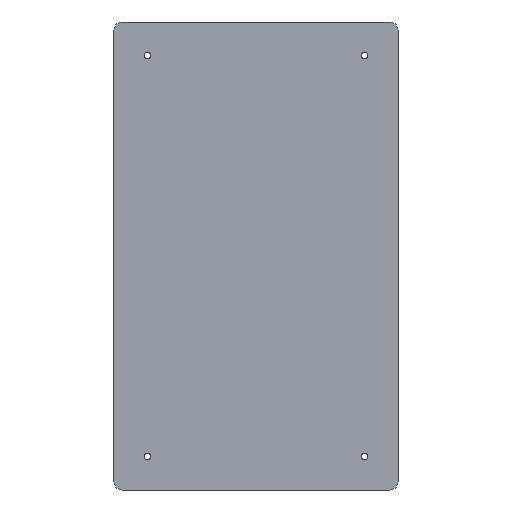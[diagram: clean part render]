
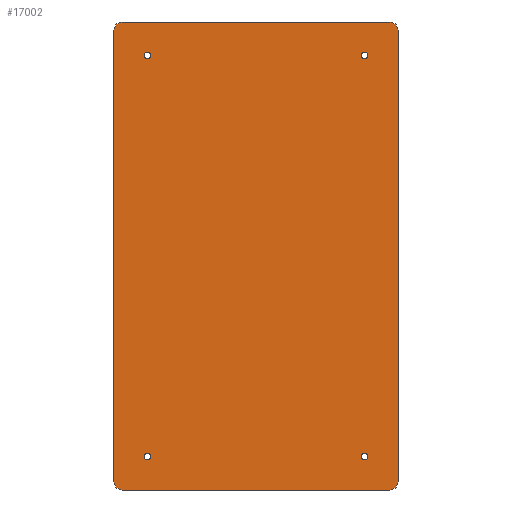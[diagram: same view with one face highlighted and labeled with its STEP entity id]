
A CAD part, front view. The second image highlights one B-rep face of the part: STEP entity #17002.
In plain terms, the highlighted planar face has unit normal (0, -1, 0).
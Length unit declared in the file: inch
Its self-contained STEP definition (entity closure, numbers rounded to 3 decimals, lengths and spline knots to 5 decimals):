
#736 = DIRECTION ( 'NONE',  ( 0., 0., -1. ) ) ;
#758 = AXIS2_PLACEMENT_3D ( 'NONE', #45308, #34548, #29475 ) ;
#2428 = CARTESIAN_POINT ( 'NONE',  ( -8., 0., 13.5 ) ) ;
#2671 = CARTESIAN_POINT ( 'NONE',  ( -6.5, 0., -12.1985 ) ) ;
#2705 = ORIENTED_EDGE ( 'NONE', *, *, #20892, .T. ) ;
#3521 = VERTEX_POINT ( 'NONE', #27471 ) ;
#3681 = CARTESIAN_POINT ( 'NONE',  ( -6.5, 0., 12. ) ) ;
#3923 = DIRECTION ( 'NONE',  ( 0., 0., 1. ) ) ;
#4038 = DIRECTION ( 'NONE',  ( 0., 1., 0. ) ) ;
#5387 = AXIS2_PLACEMENT_3D ( 'NONE', #15180, #4038, #40544 ) ;
#6437 = AXIS2_PLACEMENT_3D ( 'NONE', #10159, #48963, #63474 ) ;
#6664 = VECTOR ( 'NONE', #35266, 39.37008 ) ;
#6822 = DIRECTION ( 'NONE',  ( 0., -1., 0. ) ) ;
#7218 = VERTEX_POINT ( 'NONE', #14419 ) ;
#7441 = DIRECTION ( 'NONE',  ( 0., 1., 0. ) ) ;
#7840 = AXIS2_PLACEMENT_3D ( 'NONE', #9824, #27292, #26961 ) ;
#8240 = EDGE_CURVE ( 'NONE', #17791, #32661, #17243, .T. ) ;
#8697 = CARTESIAN_POINT ( 'NONE',  ( 8.5, 0., 14. ) ) ;
#9069 = DIRECTION ( 'NONE',  ( 0., 0., 1. ) ) ;
#9221 = CARTESIAN_POINT ( 'NONE',  ( -8.5, 0., -14. ) ) ;
#9325 = EDGE_LOOP ( 'NONE', ( #29985, #55915 ) ) ;
#9447 = CARTESIAN_POINT ( 'NONE',  ( -8.5, 0., 14. ) ) ;
#9824 = CARTESIAN_POINT ( 'NONE',  ( 8., 0., 13.5 ) ) ;
#10159 = CARTESIAN_POINT ( 'NONE',  ( -6.5, 0., 12. ) ) ;
#10406 = EDGE_CURVE ( 'NONE', #56442, #32661, #65483, .T. ) ;
#11159 = CARTESIAN_POINT ( 'NONE',  ( -8., 0., -13.5 ) ) ;
#12048 = VERTEX_POINT ( 'NONE', #65258 ) ;
#12136 = CARTESIAN_POINT ( 'NONE',  ( 8., 0., -13.5 ) ) ;
#12438 = AXIS2_PLACEMENT_3D ( 'NONE', #3681, #7441, #24321 ) ;
#12851 = VECTOR ( 'NONE', #29418, 39.37008 ) ;
#12922 = EDGE_LOOP ( 'NONE', ( #42460, #35041 ) ) ;
#13032 = VERTEX_POINT ( 'NONE', #2671 ) ;
#13913 = FACE_BOUND ( 'NONE', #62267, .T. ) ;
#14419 = CARTESIAN_POINT ( 'NONE',  ( 6.5, 0., -12.1985 ) ) ;
#15058 = CARTESIAN_POINT ( 'NONE',  ( 8.5, 0., 13.5 ) ) ;
#15180 = CARTESIAN_POINT ( 'NONE',  ( 6.5, 0., 12. ) ) ;
#15206 = EDGE_LOOP ( 'NONE', ( #37263, #62594 ) ) ;
#17002 = ADVANCED_FACE ( 'NONE', ( #13913, #49712, #25411, #45977, #24077 ), #50391, .T. ) ;
#17243 = CIRCLE ( 'NONE', #63562, 0.5 ) ;
#17778 = CARTESIAN_POINT ( 'NONE',  ( -6.5, 0., -12. ) ) ;
#17791 = VERTEX_POINT ( 'NONE', #44046 ) ;
#18254 = VERTEX_POINT ( 'NONE', #38851 ) ;
#18326 = VERTEX_POINT ( 'NONE', #23627 ) ;
#18327 = CARTESIAN_POINT ( 'NONE',  ( 6.5, 0., -12. ) ) ;
#18382 = CIRCLE ( 'NONE', #56063, 0.1985 ) ;
#18534 = DIRECTION ( 'NONE',  ( 0., 0., -1. ) ) ;
#19711 = LINE ( 'NONE', #9221, #6664 ) ;
#20253 = CARTESIAN_POINT ( 'NONE',  ( -6.5, 0., -12. ) ) ;
#20892 = EDGE_CURVE ( 'NONE', #34407, #13032, #47831, .T. ) ;
#21309 = AXIS2_PLACEMENT_3D ( 'NONE', #12136, #47616, #32456 ) ;
#21981 = AXIS2_PLACEMENT_3D ( 'NONE', #17778, #34303, #49146 ) ;
#23627 = CARTESIAN_POINT ( 'NONE',  ( -8., 0., -14. ) ) ;
#23742 = CIRCLE ( 'NONE', #5387, 0.1985 ) ;
#24077 = FACE_OUTER_BOUND ( 'NONE', #29674, .T. ) ;
#24321 = DIRECTION ( 'NONE',  ( 0., 0., 1. ) ) ;
#24490 = ORIENTED_EDGE ( 'NONE', *, *, #10406, .F. ) ;
#24548 = ORIENTED_EDGE ( 'NONE', *, *, #61948, .T. ) ;
#24969 = DIRECTION ( 'NONE',  ( 0., 1., 0. ) ) ;
#25220 = ORIENTED_EDGE ( 'NONE', *, *, #39494, .F. ) ;
#25411 = FACE_BOUND ( 'NONE', #9325, .T. ) ;
#26961 = DIRECTION ( 'NONE',  ( 0., 0., -1. ) ) ;
#27292 = DIRECTION ( 'NONE',  ( 0., -1., 0. ) ) ;
#27405 = AXIS2_PLACEMENT_3D ( 'NONE', #20253, #24969, #9069 ) ;
#27471 = CARTESIAN_POINT ( 'NONE',  ( 8., 0., -14. ) ) ;
#27822 = ORIENTED_EDGE ( 'NONE', *, *, #46700, .T. ) ;
#28502 = EDGE_CURVE ( 'NONE', #47923, #18254, #50187, .T. ) ;
#28545 = CARTESIAN_POINT ( 'NONE',  ( -8.5, 0., 13.5 ) ) ;
#29367 = AXIS2_PLACEMENT_3D ( 'NONE', #34352, #39759, #3923 ) ;
#29418 = DIRECTION ( 'NONE',  ( 0., 0., 1. ) ) ;
#29475 = DIRECTION ( 'NONE',  ( 0., 0., -1. ) ) ;
#29674 = EDGE_LOOP ( 'NONE', ( #60220, #24548, #32734, #54692, #25220, #46123, #24490, #39666 ) ) ;
#29807 = CARTESIAN_POINT ( 'NONE',  ( 6.5, 0., 12.1985 ) ) ;
#29985 = ORIENTED_EDGE ( 'NONE', *, *, #45310, .T. ) ;
#31396 = LINE ( 'NONE', #36152, #59346 ) ;
#31688 = CIRCLE ( 'NONE', #27405, 0.1985 ) ;
#31817 = DIRECTION ( 'NONE',  ( 0., -1., 0. ) ) ;
#31866 = DIRECTION ( 'NONE',  ( 0., 1., 0. ) ) ;
#32456 = DIRECTION ( 'NONE',  ( 0., 0., -1. ) ) ;
#32661 = VERTEX_POINT ( 'NONE', #28545 ) ;
#32734 = ORIENTED_EDGE ( 'NONE', *, *, #37695, .F. ) ;
#34303 = DIRECTION ( 'NONE',  ( 0., 1., 0. ) ) ;
#34352 = CARTESIAN_POINT ( 'NONE',  ( 6.5, 0., -12. ) ) ;
#34407 = VERTEX_POINT ( 'NONE', #60427 ) ;
#34437 = CARTESIAN_POINT ( 'NONE',  ( -8.5, 0., -13.5 ) ) ;
#34548 = DIRECTION ( 'NONE',  ( 0., -1., 0. ) ) ;
#34607 = VECTOR ( 'NONE', #18534, 39.37008 ) ;
#35041 = ORIENTED_EDGE ( 'NONE', *, *, #52463, .T. ) ;
#35266 = DIRECTION ( 'NONE',  ( -1., 0., 0. ) ) ;
#35988 = EDGE_CURVE ( 'NONE', #3521, #18326, #19711, .T. ) ;
#36152 = CARTESIAN_POINT ( 'NONE',  ( -8.5, 0., 14. ) ) ;
#36488 = DIRECTION ( 'NONE',  ( 1., 0., 0. ) ) ;
#36613 = DIRECTION ( 'NONE',  ( 0., 0., 1. ) ) ;
#37263 = ORIENTED_EDGE ( 'NONE', *, *, #53673, .T. ) ;
#37695 = EDGE_CURVE ( 'NONE', #44742, #53410, #59654, .T. ) ;
#38851 = CARTESIAN_POINT ( 'NONE',  ( -6.5, 0., 12.1985 ) ) ;
#39494 = EDGE_CURVE ( 'NONE', #17791, #41129, #31396, .T. ) ;
#39666 = ORIENTED_EDGE ( 'NONE', *, *, #40256, .T. ) ;
#39759 = DIRECTION ( 'NONE',  ( 0., 1., 0. ) ) ;
#40256 = EDGE_CURVE ( 'NONE', #56442, #18326, #56016, .T. ) ;
#40544 = DIRECTION ( 'NONE',  ( 0., 0., 1. ) ) ;
#40679 = AXIS2_PLACEMENT_3D ( 'NONE', #18327, #65183, #59785 ) ;
#41129 = VERTEX_POINT ( 'NONE', #47487 ) ;
#42337 = CARTESIAN_POINT ( 'NONE',  ( 8.5, 0., -13.5 ) ) ;
#42460 = ORIENTED_EDGE ( 'NONE', *, *, #49740, .T. ) ;
#43437 = CIRCLE ( 'NONE', #7840, 0.5 ) ;
#44046 = CARTESIAN_POINT ( 'NONE',  ( -8., 0., 14. ) ) ;
#44742 = VERTEX_POINT ( 'NONE', #15058 ) ;
#45308 = CARTESIAN_POINT ( 'NONE',  ( 0., 0., 0. ) ) ;
#45310 = EDGE_CURVE ( 'NONE', #47745, #7218, #57856, .T. ) ;
#45977 = FACE_BOUND ( 'NONE', #15206, .T. ) ;
#46123 = ORIENTED_EDGE ( 'NONE', *, *, #8240, .T. ) ;
#46700 = EDGE_CURVE ( 'NONE', #13032, #34407, #31688, .T. ) ;
#47487 = CARTESIAN_POINT ( 'NONE',  ( 8., 0., 14. ) ) ;
#47616 = DIRECTION ( 'NONE',  ( 0., -1., 0. ) ) ;
#47745 = VERTEX_POINT ( 'NONE', #57453 ) ;
#47831 = CIRCLE ( 'NONE', #21981, 0.1985 ) ;
#47923 = VERTEX_POINT ( 'NONE', #56078 ) ;
#48963 = DIRECTION ( 'NONE',  ( 0., 1., 0. ) ) ;
#49146 = DIRECTION ( 'NONE',  ( 0., 0., 1. ) ) ;
#49355 = DIRECTION ( 'NONE',  ( 0., 0., -1. ) ) ;
#49712 = FACE_BOUND ( 'NONE', #12922, .T. ) ;
#49740 = EDGE_CURVE ( 'NONE', #56152, #12048, #23742, .T. ) ;
#50187 = CIRCLE ( 'NONE', #12438, 0.1985 ) ;
#50391 = PLANE ( 'NONE',  #758 ) ;
#52463 = EDGE_CURVE ( 'NONE', #12048, #56152, #18382, .T. ) ;
#53410 = VERTEX_POINT ( 'NONE', #42337 ) ;
#53673 = EDGE_CURVE ( 'NONE', #18254, #47923, #58127, .T. ) ;
#54692 = ORIENTED_EDGE ( 'NONE', *, *, #57402, .T. ) ;
#55718 = CIRCLE ( 'NONE', #21309, 0.5 ) ;
#55837 = EDGE_CURVE ( 'NONE', #7218, #47745, #60593, .T. ) ;
#55915 = ORIENTED_EDGE ( 'NONE', *, *, #55837, .T. ) ;
#56016 = CIRCLE ( 'NONE', #65685, 0.5 ) ;
#56063 = AXIS2_PLACEMENT_3D ( 'NONE', #62544, #31866, #36613 ) ;
#56078 = CARTESIAN_POINT ( 'NONE',  ( -6.5, 0., 11.8015 ) ) ;
#56152 = VERTEX_POINT ( 'NONE', #29807 ) ;
#56442 = VERTEX_POINT ( 'NONE', #34437 ) ;
#57402 = EDGE_CURVE ( 'NONE', #44742, #41129, #43437, .T. ) ;
#57453 = CARTESIAN_POINT ( 'NONE',  ( 6.5, 0., -11.8015 ) ) ;
#57856 = CIRCLE ( 'NONE', #40679, 0.1985 ) ;
#58127 = CIRCLE ( 'NONE', #6437, 0.1985 ) ;
#59346 = VECTOR ( 'NONE', #36488, 39.37008 ) ;
#59654 = LINE ( 'NONE', #8697, #34607 ) ;
#59785 = DIRECTION ( 'NONE',  ( 0., 0., 1. ) ) ;
#60220 = ORIENTED_EDGE ( 'NONE', *, *, #35988, .F. ) ;
#60427 = CARTESIAN_POINT ( 'NONE',  ( -6.5, 0., -11.8015 ) ) ;
#60593 = CIRCLE ( 'NONE', #29367, 0.1985 ) ;
#61948 = EDGE_CURVE ( 'NONE', #3521, #53410, #55718, .T. ) ;
#62267 = EDGE_LOOP ( 'NONE', ( #2705, #27822 ) ) ;
#62544 = CARTESIAN_POINT ( 'NONE',  ( 6.5, 0., 12. ) ) ;
#62594 = ORIENTED_EDGE ( 'NONE', *, *, #28502, .T. ) ;
#63474 = DIRECTION ( 'NONE',  ( 0., 0., 1. ) ) ;
#63562 = AXIS2_PLACEMENT_3D ( 'NONE', #2428, #6822, #49355 ) ;
#65183 = DIRECTION ( 'NONE',  ( 0., 1., 0. ) ) ;
#65258 = CARTESIAN_POINT ( 'NONE',  ( 6.5, 0., 11.8015 ) ) ;
#65483 = LINE ( 'NONE', #9447, #12851 ) ;
#65685 = AXIS2_PLACEMENT_3D ( 'NONE', #11159, #31817, #736 ) ;
